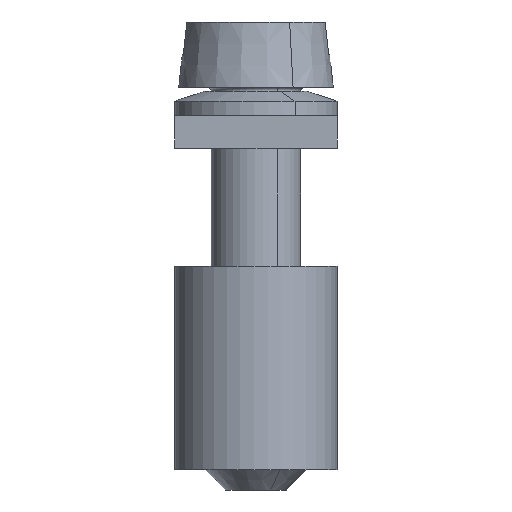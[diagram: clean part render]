
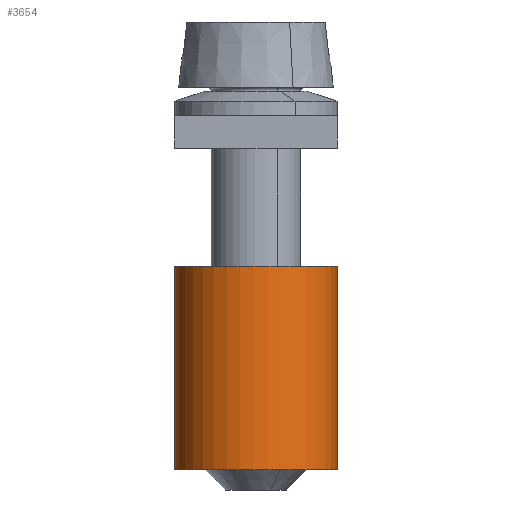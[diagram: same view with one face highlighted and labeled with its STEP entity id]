
A CAD part, left-side view. The second image highlights one B-rep face of the part: STEP entity #3654.
In plain terms, the highlighted cylindrical face has radius 2 mm (diameter 4 mm), a partial arc.
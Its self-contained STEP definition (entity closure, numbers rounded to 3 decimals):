
#3621=AXIS2_PLACEMENT_3D('Circle Axis2P3D',#3619,#3620,$) ;
#3634=AXIS2_PLACEMENT_3D('Cylinder Axis2P3D',#3631,#3632,#3633) ;
#3645=AXIS2_PLACEMENT_3D('Circle Axis2P3D',#3643,#3644,$) ;
#3541=CARTESIAN_POINT('Line Origine',(2.4,0.003,3.)) ;
#3545=CARTESIAN_POINT('Vertex',(2.4,0.003,0.5)) ;
#3547=CARTESIAN_POINT('Vertex',(2.4,0.003,5.5)) ;
#3616=CARTESIAN_POINT('Vertex',(2.6,0.003,5.5)) ;
#3619=CARTESIAN_POINT('Axis2P3D Location',(2.5,2.,5.5)) ;
#3631=CARTESIAN_POINT('Axis2P3D Location',(2.5,2.,3.)) ;
#3636=CARTESIAN_POINT('Line Origine',(2.6,0.003,3.)) ;
#3640=CARTESIAN_POINT('Vertex',(2.6,0.003,0.5)) ;
#3643=CARTESIAN_POINT('Axis2P3D Location',(2.5,2.,0.5)) ;
#3542=DIRECTION('Vector Direction',(0.,0.,1.)) ;
#3620=DIRECTION('Axis2P3D Direction',(0.,0.,1.)) ;
#3632=DIRECTION('Axis2P3D Direction',(0.,0.,1.)) ;
#3633=DIRECTION('Axis2P3D XDirection',(0.,-1.,0.)) ;
#3637=DIRECTION('Vector Direction',(0.,0.,1.)) ;
#3644=DIRECTION('Axis2P3D Direction',(0.,0.,1.)) ;
#3543=VECTOR('Line Direction',#3542,1.) ;
#3638=VECTOR('Line Direction',#3637,1.) ;
#3649=ORIENTED_EDGE('',*,*,#3623,.F.) ;
#3650=ORIENTED_EDGE('',*,*,#3642,.F.) ;
#3651=ORIENTED_EDGE('',*,*,#3647,.T.) ;
#3652=ORIENTED_EDGE('',*,*,#3549,.T.) ;
#3654=ADVANCED_FACE('VH_5_4_2_8_AKZ4.4\\Body.3',(#3653),#3635,.T.) ;
#3622=CIRCLE('generated circle',#3621,2.) ;
#3646=CIRCLE('generated circle',#3645,2.) ;
#3635=CYLINDRICAL_SURFACE('generated cylinder',#3634,2.) ;
#3549=EDGE_CURVE('',#3546,#3548,#3544,.T.) ;
#3623=EDGE_CURVE('',#3617,#3548,#3622,.T.) ;
#3642=EDGE_CURVE('',#3641,#3617,#3639,.T.) ;
#3647=EDGE_CURVE('',#3641,#3546,#3646,.T.) ;
#3648=EDGE_LOOP('',(#3649,#3650,#3651,#3652)) ;
#3653=FACE_OUTER_BOUND('',#3648,.T.) ;
#3544=LINE('Line',#3541,#3543) ;
#3639=LINE('Line',#3636,#3638) ;
#3546=VERTEX_POINT('',#3545) ;
#3548=VERTEX_POINT('',#3547) ;
#3617=VERTEX_POINT('',#3616) ;
#3641=VERTEX_POINT('',#3640) ;
